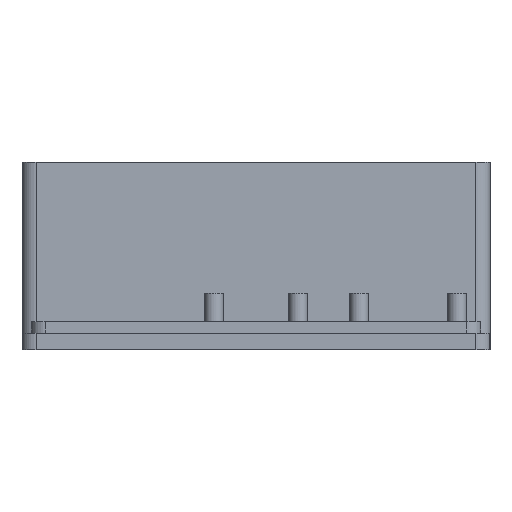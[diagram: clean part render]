
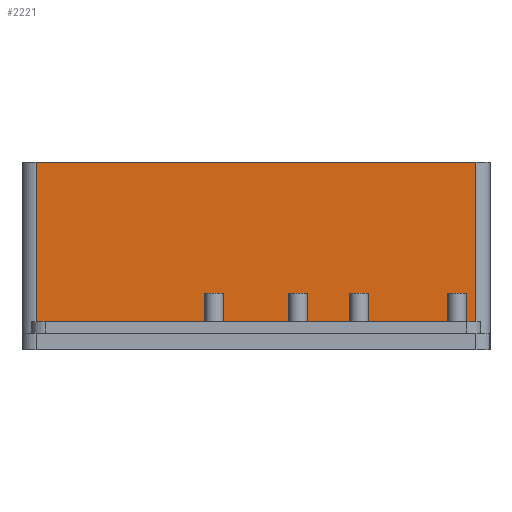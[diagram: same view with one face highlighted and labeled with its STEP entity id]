
A CAD part, left-side view. The second image highlights one B-rep face of the part: STEP entity #2221.
In plain terms, the highlighted planar face has unit normal (-1, 0, 0).
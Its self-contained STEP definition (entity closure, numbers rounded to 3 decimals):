
#134=PLANE('',#2472);
#254=FACE_OUTER_BOUND('',#424,.T.);
#424=EDGE_LOOP('',(#1982,#1983,#1984,#1985));
#576=LINE('',#3630,#768);
#615=LINE('',#3747,#807);
#626=LINE('',#3768,#818);
#627=LINE('',#3770,#819);
#768=VECTOR('',#2975,10.);
#807=VECTOR('',#3086,10.);
#818=VECTOR('',#3109,10.);
#819=VECTOR('',#3112,10.);
#1090=VERTEX_POINT('',#3627);
#1091=VERTEX_POINT('',#3629);
#1127=VERTEX_POINT('',#3733);
#1133=VERTEX_POINT('',#3745);
#1358=EDGE_CURVE('',#1090,#1091,#576,.T.);
#1417=EDGE_CURVE('',#1133,#1127,#615,.T.);
#1428=EDGE_CURVE('',#1133,#1091,#626,.T.);
#1429=EDGE_CURVE('',#1127,#1090,#627,.T.);
#1982=ORIENTED_EDGE('',*,*,#1417,.F.);
#1983=ORIENTED_EDGE('',*,*,#1428,.T.);
#1984=ORIENTED_EDGE('',*,*,#1358,.F.);
#1985=ORIENTED_EDGE('',*,*,#1429,.F.);
#2221=ADVANCED_FACE('',(#254),#134,.T.);
#2472=AXIS2_PLACEMENT_3D('',#3769,#3110,#3111);
#2975=DIRECTION('',(0.,-1.,0.));
#3086=DIRECTION('',(0.,1.,0.));
#3109=DIRECTION('',(0.,0.,1.));
#3110=DIRECTION('center_axis',(-1.,0.,0.));
#3111=DIRECTION('ref_axis',(0.,-1.,0.));
#3112=DIRECTION('',(0.,0.,1.));
#3627=CARTESIAN_POINT('',(140.,-3.,40.));
#3629=CARTESIAN_POINT('',(140.,-97.,40.));
#3630=CARTESIAN_POINT('',(140.,-97.,40.));
#3733=CARTESIAN_POINT('',(140.,-3.,0.));
#3745=CARTESIAN_POINT('',(140.,-97.,0.));
#3747=CARTESIAN_POINT('',(140.,-97.,0.));
#3768=CARTESIAN_POINT('',(140.,-97.,0.));
#3769=CARTESIAN_POINT('Origin',(140.,-3.,0.));
#3770=CARTESIAN_POINT('',(140.,-3.,0.));
